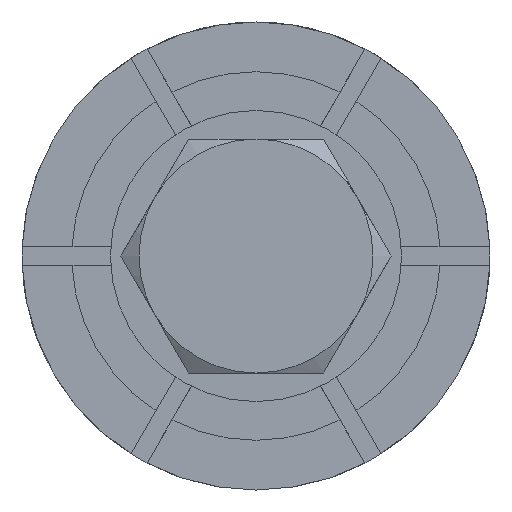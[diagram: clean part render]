
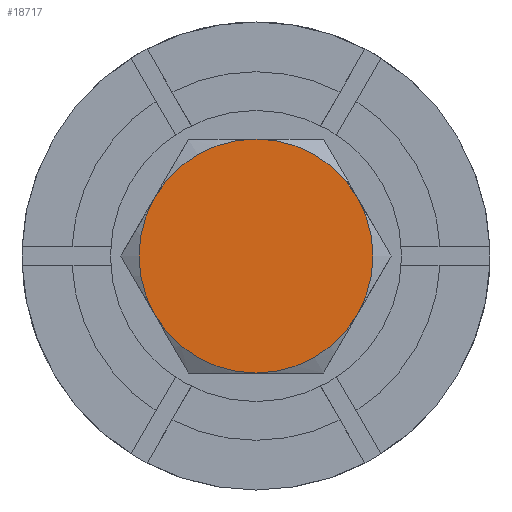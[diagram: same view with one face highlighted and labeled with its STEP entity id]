
A CAD part, left-side view. The second image highlights one B-rep face of the part: STEP entity #18717.
In plain terms, the highlighted planar face has unit normal (-1, 0, 0).
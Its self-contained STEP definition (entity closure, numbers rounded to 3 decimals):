
#18656=CARTESIAN_POINT('',(-18.53,6.35,0.));
#18657=DIRECTION('',(1.,0.,-0.));
#18658=DIRECTION('',(-0.,0.,-1.));
#18659=AXIS2_PLACEMENT_3D('',#18656,#18657,#18658);
#18660=PLANE('',#18659);
#18661=CARTESIAN_POINT('',(-18.53,-0.,-6.35));
#18662=VERTEX_POINT('',#18661);
#18663=CARTESIAN_POINT('',(-18.53,5.499,-3.175));
#18664=VERTEX_POINT('',#18663);
#18665=CARTESIAN_POINT('',(-18.53,0.,0.));
#18666=DIRECTION('',(1.,0.,-0.));
#18667=DIRECTION('',(-0.,0.,-1.));
#18668=AXIS2_PLACEMENT_3D('',#18665,#18666,#18667);
#18669=CIRCLE('',#18668,6.35);
#18670=EDGE_CURVE('',#18662,#18664,#18669,.T.);
#18671=ORIENTED_EDGE('',*,*,#18670,.F.);
#18672=CARTESIAN_POINT('',(-18.53,-5.499,-3.175));
#18673=VERTEX_POINT('',#18672);
#18674=CARTESIAN_POINT('',(-18.53,0.,0.));
#18675=DIRECTION('',(1.,0.,-0.));
#18676=DIRECTION('',(-0.,0.,-1.));
#18677=AXIS2_PLACEMENT_3D('',#18674,#18675,#18676);
#18678=CIRCLE('',#18677,6.35);
#18679=EDGE_CURVE('',#18673,#18662,#18678,.T.);
#18680=ORIENTED_EDGE('',*,*,#18679,.F.);
#18681=CARTESIAN_POINT('',(-18.53,-5.499,3.175));
#18682=VERTEX_POINT('',#18681);
#18683=CARTESIAN_POINT('',(-18.53,0.,0.));
#18684=DIRECTION('',(1.,0.,-0.));
#18685=DIRECTION('',(-0.,0.,-1.));
#18686=AXIS2_PLACEMENT_3D('',#18683,#18684,#18685);
#18687=CIRCLE('',#18686,6.35);
#18688=EDGE_CURVE('',#18682,#18673,#18687,.T.);
#18689=ORIENTED_EDGE('',*,*,#18688,.F.);
#18690=CARTESIAN_POINT('',(-18.53,0.,6.35));
#18691=VERTEX_POINT('',#18690);
#18692=CARTESIAN_POINT('',(-18.53,0.,0.));
#18693=DIRECTION('',(1.,0.,-0.));
#18694=DIRECTION('',(-0.,0.,-1.));
#18695=AXIS2_PLACEMENT_3D('',#18692,#18693,#18694);
#18696=CIRCLE('',#18695,6.35);
#18697=EDGE_CURVE('',#18691,#18682,#18696,.T.);
#18698=ORIENTED_EDGE('',*,*,#18697,.F.);
#18699=CARTESIAN_POINT('',(-18.53,5.499,3.175));
#18700=VERTEX_POINT('',#18699);
#18701=CARTESIAN_POINT('',(-18.53,0.,0.));
#18702=DIRECTION('',(-1.,0.,0.));
#18703=DIRECTION('',(0.,0.,1.));
#18704=AXIS2_PLACEMENT_3D('',#18701,#18702,#18703);
#18705=CIRCLE('',#18704,6.35);
#18706=EDGE_CURVE('',#18691,#18700,#18705,.T.);
#18707=ORIENTED_EDGE('',*,*,#18706,.T.);
#18708=CARTESIAN_POINT('',(-18.53,0.,0.));
#18709=DIRECTION('',(1.,0.,-0.));
#18710=DIRECTION('',(-0.,0.,-1.));
#18711=AXIS2_PLACEMENT_3D('',#18708,#18709,#18710);
#18712=CIRCLE('',#18711,6.35);
#18713=EDGE_CURVE('',#18664,#18700,#18712,.T.);
#18714=ORIENTED_EDGE('',*,*,#18713,.F.);
#18715=EDGE_LOOP('',(#18671,#18680,#18689,#18698,#18707,#18714));
#18716=FACE_BOUND('',#18715,.T.);
#18717=ADVANCED_FACE('',(#18716),#18660,.F.);
